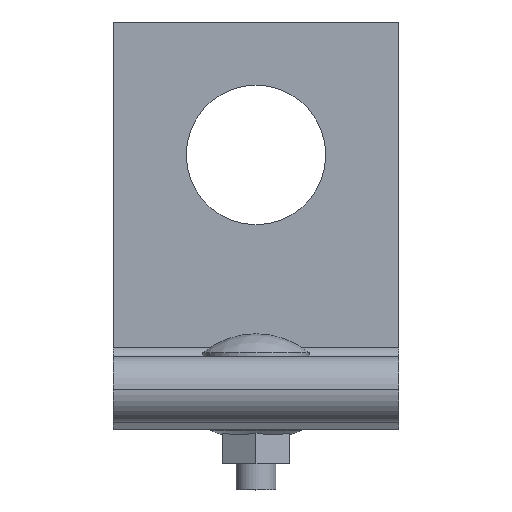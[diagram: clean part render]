
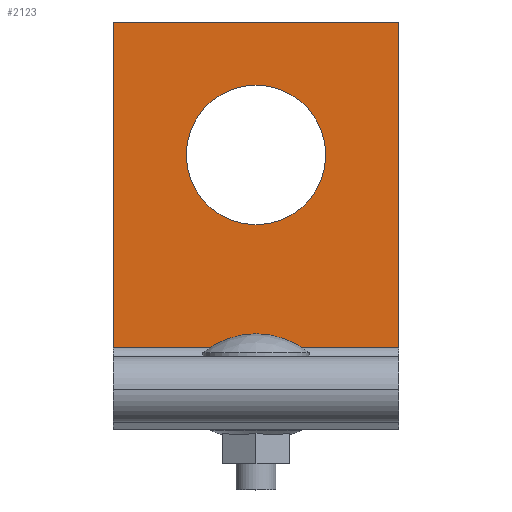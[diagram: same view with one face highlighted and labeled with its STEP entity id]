
A CAD part, top view. The second image highlights one B-rep face of the part: STEP entity #2123.
In plain terms, the highlighted planar face has unit normal (0, 0, 1).
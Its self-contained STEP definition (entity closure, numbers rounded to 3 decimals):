
#16 = DIRECTION ( 'NONE',  ( 0., 0., -1. ) ) ;
#58 = AXIS2_PLACEMENT_3D ( 'NONE', #1721, #2277, #1178 ) ;
#86 = EDGE_LOOP ( 'NONE', ( #1776, #830, #407, #2297 ) ) ;
#199 = AXIS2_PLACEMENT_3D ( 'NONE', #1126, #16, #1294 ) ;
#209 = VERTEX_POINT ( 'NONE', #715 ) ;
#217 = VERTEX_POINT ( 'NONE', #2046 ) ;
#319 = EDGE_CURVE ( 'NONE', #1697, #1698, #2120, .T. ) ;
#333 = CARTESIAN_POINT ( 'NONE',  ( 21.5, 50.5, -44.75 ) ) ;
#365 = CIRCLE ( 'NONE', #2380, 10.5 ) ;
#383 = DIRECTION ( 'NONE',  ( -1., 0., 0. ) ) ;
#397 = VECTOR ( 'NONE', #1198, 1000. ) ;
#407 = ORIENTED_EDGE ( 'NONE', *, *, #319, .F. ) ;
#435 = ORIENTED_EDGE ( 'NONE', *, *, #1600, .T. ) ;
#451 = CARTESIAN_POINT ( 'NONE',  ( 21.5, 1.5, -44.75 ) ) ;
#511 = DIRECTION ( 'NONE',  ( 0., 0., -1. ) ) ;
#563 = CARTESIAN_POINT ( 'NONE',  ( 21.5, 50.5, -44.75 ) ) ;
#572 = DIRECTION ( 'NONE',  ( 0., -1., 0. ) ) ;
#574 = CARTESIAN_POINT ( 'NONE',  ( 21.5, 50.5, -44.75 ) ) ;
#582 = VECTOR ( 'NONE', #383, 1000. ) ;
#715 = CARTESIAN_POINT ( 'NONE',  ( 0., 20., -44.75 ) ) ;
#745 = FACE_OUTER_BOUND ( 'NONE', #86, .T. ) ;
#806 = FACE_BOUND ( 'NONE', #1684, .T. ) ;
#830 = ORIENTED_EDGE ( 'NONE', *, *, #1430, .F. ) ;
#879 = VERTEX_POINT ( 'NONE', #1233 ) ;
#891 = VECTOR ( 'NONE', #1373, 1000. ) ;
#996 = PLANE ( 'NONE',  #58 ) ;
#1023 = CARTESIAN_POINT ( 'NONE',  ( -21.5, 50.5, -44.75 ) ) ;
#1126 = CARTESIAN_POINT ( 'NONE',  ( 0., 30.5, -44.75 ) ) ;
#1143 = CARTESIAN_POINT ( 'NONE',  ( -21.5, 1.5, -44.75 ) ) ;
#1178 = DIRECTION ( 'NONE',  ( 0., 1., 0. ) ) ;
#1186 = EDGE_CURVE ( 'NONE', #217, #209, #1640, .T. ) ;
#1193 = VECTOR ( 'NONE', #572, 1000. ) ;
#1198 = DIRECTION ( 'NONE',  ( 0., -1., 0. ) ) ;
#1233 = CARTESIAN_POINT ( 'NONE',  ( -21.5, 50.5, -44.75 ) ) ;
#1294 = DIRECTION ( 'NONE',  ( 0., 1., 0. ) ) ;
#1373 = DIRECTION ( 'NONE',  ( -1., 0., 0. ) ) ;
#1387 = LINE ( 'NONE', #451, #891 ) ;
#1430 = EDGE_CURVE ( 'NONE', #1698, #1995, #1387, .T. ) ;
#1453 = EDGE_CURVE ( 'NONE', #879, #1995, #1883, .T. ) ;
#1600 = EDGE_CURVE ( 'NONE', #209, #217, #365, .T. ) ;
#1606 = CARTESIAN_POINT ( 'NONE',  ( 0., 30.5, -44.75 ) ) ;
#1640 = CIRCLE ( 'NONE', #199, 10.5 ) ;
#1684 = EDGE_LOOP ( 'NONE', ( #1878, #435 ) ) ;
#1697 = VERTEX_POINT ( 'NONE', #333 ) ;
#1698 = VERTEX_POINT ( 'NONE', #1845 ) ;
#1721 = CARTESIAN_POINT ( 'NONE',  ( 21.5, 50.5, -44.75 ) ) ;
#1759 = EDGE_CURVE ( 'NONE', #1697, #879, #1987, .T. ) ;
#1776 = ORIENTED_EDGE ( 'NONE', *, *, #1453, .T. ) ;
#1796 = DIRECTION ( 'NONE',  ( 0., 1., 0. ) ) ;
#1845 = CARTESIAN_POINT ( 'NONE',  ( 21.5, 1.5, -44.75 ) ) ;
#1878 = ORIENTED_EDGE ( 'NONE', *, *, #1186, .T. ) ;
#1883 = LINE ( 'NONE', #1023, #397 ) ;
#1987 = LINE ( 'NONE', #574, #582 ) ;
#1995 = VERTEX_POINT ( 'NONE', #1143 ) ;
#2046 = CARTESIAN_POINT ( 'NONE',  ( 0., 41., -44.75 ) ) ;
#2120 = LINE ( 'NONE', #563, #1193 ) ;
#2123 = ADVANCED_FACE ( 'NONE', ( #806, #745 ), #996, .F. ) ;
#2277 = DIRECTION ( 'NONE',  ( 0., 0., -1. ) ) ;
#2297 = ORIENTED_EDGE ( 'NONE', *, *, #1759, .T. ) ;
#2380 = AXIS2_PLACEMENT_3D ( 'NONE', #1606, #511, #1796 ) ;
